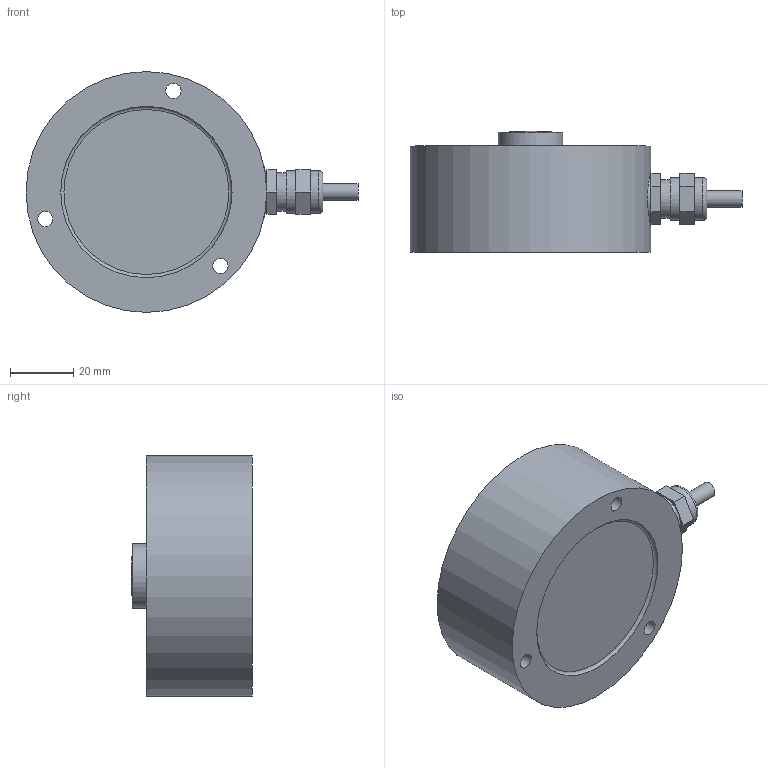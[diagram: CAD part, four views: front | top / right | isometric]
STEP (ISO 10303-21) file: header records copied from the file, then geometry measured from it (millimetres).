
FILE_DESCRIPTION(/* description */ (''),/* implementation_level */ '2;1');
FILE_NAME(/* name */ '276EH-25t v1.step',/* time_stamp */ '2020-01-21T14:47:08-08:00',/* author */ (''),/* organization */ (''),/* preprocessor_version */ 'ST-DEVELOPER v18',/* originating_system */ 'Autodesk Translation Framework v8.12.0.6',/* authorisation */ '');
FILE_SCHEMA (('AUTOMOTIVE_DESIGN { 1 0 10303 214 3 1 1 }'));
Length unit declared in the file: millimetre
Products named in the file (1): 276EH-25t
Bounding box: 104.65 x 38.1 x 75.9 mm (x, y, z)
Volume: 150918.9 mm3; surface area: 20171.2 mm2
Topology: 1 solids, 1 shells, 45 faces, 121 edges, 91 vertices
Faces by surface type: plane 27, cylinder 15, torus 2, bspline 1
Full cylindrical faces by diameter (mm): 4.8 x3, 5.1 x1, 7 x3, 12 x1, 13.5 x2, 13.6 x1, 18 x1, 20.3 x1, 57.3 x1, 75.9 x1
Entity records: 1582 total; most frequent: CARTESIAN_POINT 317, DIRECTION 275, ORIENTED_EDGE 240, EDGE_CURVE 120, AXIS2_PLACEMENT_3D 112, VERTEX_POINT 91, CIRCLE 67, EDGE_LOOP 65
